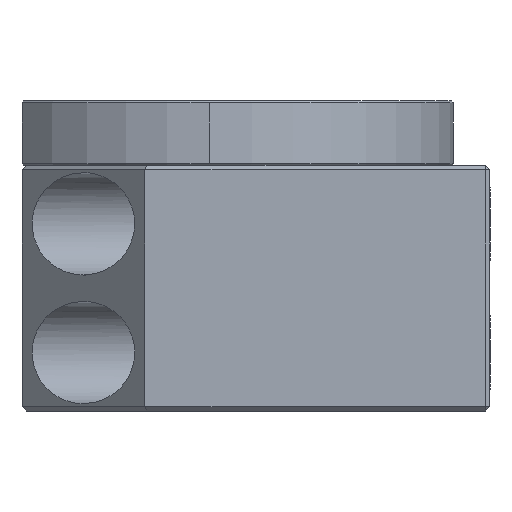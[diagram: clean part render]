
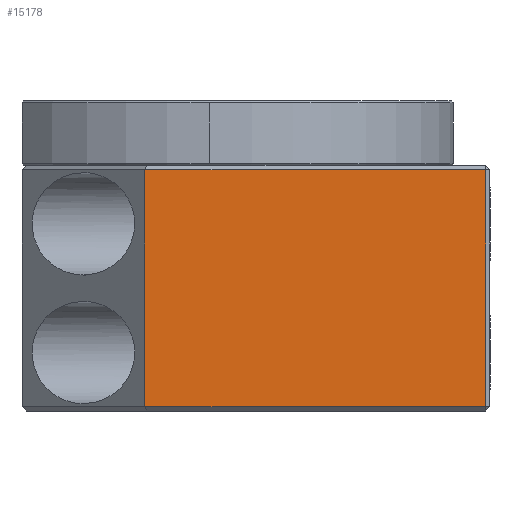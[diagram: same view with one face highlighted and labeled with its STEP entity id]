
A CAD part, left-side view. The second image highlights one B-rep face of the part: STEP entity #15178.
In plain terms, the highlighted planar face has unit normal (-1, 0, 0).
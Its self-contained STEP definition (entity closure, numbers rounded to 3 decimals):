
#748 = CARTESIAN_POINT ( 'NONE',  ( -53., 0.75, 0.75 ) ) ;
#765 = CARTESIAN_POINT ( 'NONE',  ( -53., 0.75, 0.75 ) ) ;
#1714 = DIRECTION ( 'NONE',  ( 0., -1., 0. ) ) ;
#1791 = CARTESIAN_POINT ( 'NONE',  ( -53., 30.05, 0.75 ) ) ;
#1805 = LINE ( 'NONE', #1791, #2204 ) ;
#2204 = VECTOR ( 'NONE', #1714, 1000. ) ;
#2388 = EDGE_CURVE ( 'NONE', #4605, #11092, #14962, .T. ) ;
#2652 = PLANE ( 'NONE',  #16180 ) ;
#3535 = VECTOR ( 'NONE', #14491, 1000. ) ;
#4189 = ORIENTED_EDGE ( 'NONE', *, *, #6628, .T. ) ;
#4605 = VERTEX_POINT ( 'NONE', #13753 ) ;
#4980 = CARTESIAN_POINT ( 'NONE',  ( -53., 59., 0.75 ) ) ;
#5543 = CARTESIAN_POINT ( 'NONE',  ( -53., 59., 41.25 ) ) ;
#5587 = VERTEX_POINT ( 'NONE', #5543 ) ;
#6243 = ORIENTED_EDGE ( 'NONE', *, *, #6299, .F. ) ;
#6299 = EDGE_CURVE ( 'NONE', #5587, #4605, #13979, .T. ) ;
#6628 = EDGE_CURVE ( 'NONE', #7957, #11092, #1805, .T. ) ;
#6710 = DIRECTION ( 'NONE',  ( 0., 0., 1. ) ) ;
#7957 = VERTEX_POINT ( 'NONE', #4980 ) ;
#8646 = EDGE_LOOP ( 'NONE', ( #6243, #17750, #4189, #9552 ) ) ;
#8647 = CARTESIAN_POINT ( 'NONE',  ( -53., 59., 21. ) ) ;
#8699 = EDGE_CURVE ( 'NONE', #7957, #5587, #10577, .T. ) ;
#9552 = ORIENTED_EDGE ( 'NONE', *, *, #2388, .F. ) ;
#10577 = LINE ( 'NONE', #8647, #17083 ) ;
#11092 = VERTEX_POINT ( 'NONE', #748 ) ;
#13753 = CARTESIAN_POINT ( 'NONE',  ( -53., 0.75, 41.25 ) ) ;
#13879 = DIRECTION ( 'NONE',  ( 0., -1., 0. ) ) ;
#13961 = CARTESIAN_POINT ( 'NONE',  ( -53., 30.05, 41.25 ) ) ;
#13979 = LINE ( 'NONE', #13961, #18310 ) ;
#14491 = DIRECTION ( 'NONE',  ( 0., 0., -1. ) ) ;
#14621 = CARTESIAN_POINT ( 'NONE',  ( -53., 0.75, 21. ) ) ;
#14962 = LINE ( 'NONE', #14621, #3535 ) ;
#15178 = ADVANCED_FACE ( 'NONE', ( #18704 ), #2652, .F. ) ;
#15734 = DIRECTION ( 'NONE',  ( 0., 1., 0. ) ) ;
#16180 = AXIS2_PLACEMENT_3D ( 'NONE', #765, #17929, #15734 ) ;
#17083 = VECTOR ( 'NONE', #6710, 1000. ) ;
#17750 = ORIENTED_EDGE ( 'NONE', *, *, #8699, .F. ) ;
#17929 = DIRECTION ( 'NONE',  ( 1., 0., 0. ) ) ;
#18310 = VECTOR ( 'NONE', #13879, 1000. ) ;
#18704 = FACE_OUTER_BOUND ( 'NONE', #8646, .T. ) ;
